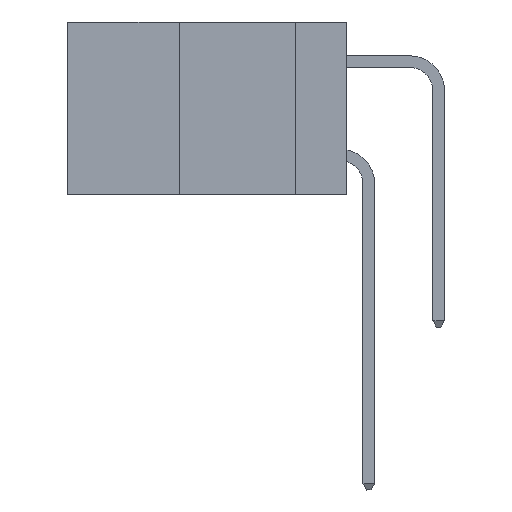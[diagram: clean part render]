
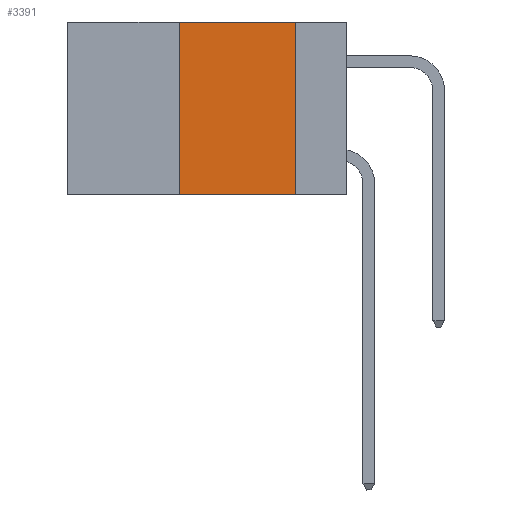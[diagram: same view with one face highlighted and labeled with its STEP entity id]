
A CAD part, left-side view. The second image highlights one B-rep face of the part: STEP entity #3391.
In plain terms, the highlighted planar face has unit normal (-1, 0, 0).
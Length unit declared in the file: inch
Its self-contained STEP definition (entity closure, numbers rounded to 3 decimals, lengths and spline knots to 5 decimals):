
#27 = EDGE_CURVE ( 'NONE', #1473, #9178, #2381, .T. ) ;
#556 = CARTESIAN_POINT ( 'NONE',  ( 0., 0.11, 0. ) ) ;
#667 = DIRECTION ( 'NONE',  ( 0., -1., 0. ) ) ;
#1118 = ORIENTED_EDGE ( 'NONE', *, *, #5055, .F. ) ;
#1473 = VERTEX_POINT ( 'NONE', #14148 ) ;
#1753 = DIRECTION ( 'NONE',  ( 0., -1., 0. ) ) ;
#2005 = FACE_OUTER_BOUND ( 'NONE', #10428, .T. ) ;
#2216 = VERTEX_POINT ( 'NONE', #17927 ) ;
#2381 = LINE ( 'NONE', #13750, #2858 ) ;
#2858 = VECTOR ( 'NONE', #667, 39.37008 ) ;
#3111 = CARTESIAN_POINT ( 'NONE',  ( 0., 0.6, -0.37 ) ) ;
#3391 = ADVANCED_FACE ( 'NONE', ( #2005 ), #15396, .F. ) ;
#3700 = DIRECTION ( 'NONE',  ( 1., 0., 0. ) ) ;
#4601 = ORIENTED_EDGE ( 'NONE', *, *, #27, .F. ) ;
#4999 = ORIENTED_EDGE ( 'NONE', *, *, #13511, .F. ) ;
#5055 = EDGE_CURVE ( 'NONE', #9178, #2216, #5116, .T. ) ;
#5116 = LINE ( 'NONE', #556, #6732 ) ;
#5168 = VERTEX_POINT ( 'NONE', #12745 ) ;
#6245 = AXIS2_PLACEMENT_3D ( 'NONE', #18346, #3700, #9551 ) ;
#6732 = VECTOR ( 'NONE', #12426, 39.37008 ) ;
#6979 = VECTOR ( 'NONE', #15782, 39.37008 ) ;
#8480 = ORIENTED_EDGE ( 'NONE', *, *, #17018, .T. ) ;
#8705 = VECTOR ( 'NONE', #1753, 39.37008 ) ;
#9178 = VERTEX_POINT ( 'NONE', #18243 ) ;
#9551 = DIRECTION ( 'NONE',  ( 0., 0., -1. ) ) ;
#10428 = EDGE_LOOP ( 'NONE', ( #1118, #4601, #4999, #8480 ) ) ;
#10879 = LINE ( 'NONE', #17195, #6979 ) ;
#12426 = DIRECTION ( 'NONE',  ( 0., 0., -1. ) ) ;
#12745 = CARTESIAN_POINT ( 'NONE',  ( 0., 0.36, -0.37 ) ) ;
#12867 = LINE ( 'NONE', #3111, #8705 ) ;
#13511 = EDGE_CURVE ( 'NONE', #5168, #1473, #10879, .T. ) ;
#13750 = CARTESIAN_POINT ( 'NONE',  ( 0., 0.6, 0. ) ) ;
#14148 = CARTESIAN_POINT ( 'NONE',  ( 0., 0.36, 0. ) ) ;
#15396 = PLANE ( 'NONE',  #6245 ) ;
#15782 = DIRECTION ( 'NONE',  ( 0., 0., 1. ) ) ;
#17018 = EDGE_CURVE ( 'NONE', #5168, #2216, #12867, .T. ) ;
#17195 = CARTESIAN_POINT ( 'NONE',  ( 0., 0.36, 0. ) ) ;
#17927 = CARTESIAN_POINT ( 'NONE',  ( 0., 0.11, -0.37 ) ) ;
#18243 = CARTESIAN_POINT ( 'NONE',  ( 0., 0.11, 0. ) ) ;
#18346 = CARTESIAN_POINT ( 'NONE',  ( 0., 0.6, 0. ) ) ;
